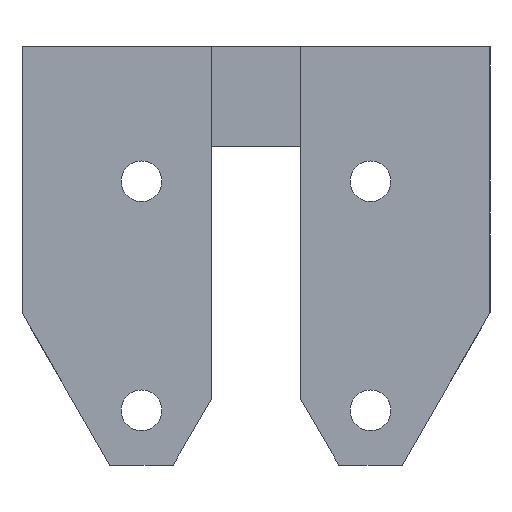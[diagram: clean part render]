
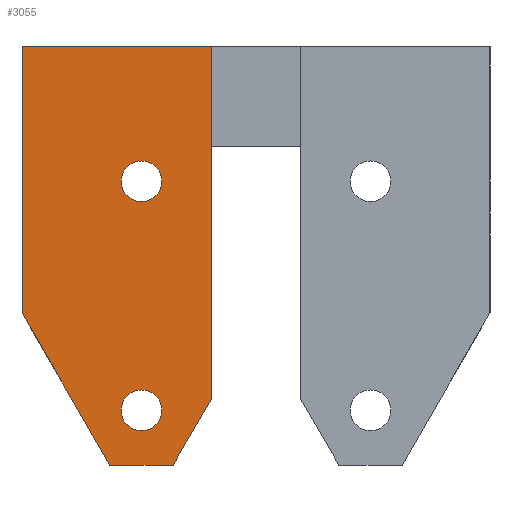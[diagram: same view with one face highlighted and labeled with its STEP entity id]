
A CAD part, left-side view. The second image highlights one B-rep face of the part: STEP entity #3055.
In plain terms, the highlighted planar face has unit normal (-1, 0, 0).
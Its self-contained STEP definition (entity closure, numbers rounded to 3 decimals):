
#7 = VECTOR ( 'NONE', #3444, 1000. ) ;
#26 = VERTEX_POINT ( 'NONE', #2462 ) ;
#62 = DIRECTION ( 'NONE',  ( -1., 0., 0. ) ) ;
#101 = VERTEX_POINT ( 'NONE', #911 ) ;
#208 = FACE_BOUND ( 'NONE', #2914, .T. ) ;
#292 = DIRECTION ( 'NONE',  ( -1., 0., 0. ) ) ;
#321 = CARTESIAN_POINT ( 'NONE',  ( 0., 35., -3.5 ) ) ;
#328 = VERTEX_POINT ( 'NONE', #3234 ) ;
#430 = CIRCLE ( 'NONE', #3981, 2.05 ) ;
#517 = DIRECTION ( 'NONE',  ( 0., 0., -1. ) ) ;
#527 = AXIS2_PLACEMENT_3D ( 'NONE', #3516, #1622, #3826 ) ;
#575 = ORIENTED_EDGE ( 'NONE', *, *, #1429, .F. ) ;
#625 = DIRECTION ( 'NONE',  ( 0., 0., 1. ) ) ;
#651 = VERTEX_POINT ( 'NONE', #1858 ) ;
#786 = EDGE_CURVE ( 'NONE', #101, #3993, #430, .T. ) ;
#803 = CARTESIAN_POINT ( 'NONE',  ( 0., 35., -1.45 ) ) ;
#864 = DIRECTION ( 'NONE',  ( 0., 0.5, 0.866 ) ) ;
#885 = CARTESIAN_POINT ( 'NONE',  ( 0., 35., -5.55 ) ) ;
#898 = DIRECTION ( 'NONE',  ( 0., 0., -1. ) ) ;
#911 = CARTESIAN_POINT ( 'NONE',  ( 0., 35., -28.55 ) ) ;
#944 = DIRECTION ( 'NONE',  ( 0., -1., 0. ) ) ;
#992 = ORIENTED_EDGE ( 'NONE', *, *, #786, .F. ) ;
#1002 = ORIENTED_EDGE ( 'NONE', *, *, #1272, .F. ) ;
#1035 = FACE_OUTER_BOUND ( 'NONE', #3548, .T. ) ;
#1132 = ORIENTED_EDGE ( 'NONE', *, *, #1511, .F. ) ;
#1187 = LINE ( 'NONE', #3701, #2115 ) ;
#1197 = ORIENTED_EDGE ( 'NONE', *, *, #1419, .F. ) ;
#1242 = ORIENTED_EDGE ( 'NONE', *, *, #2547, .F. ) ;
#1272 = EDGE_CURVE ( 'NONE', #1716, #3560, #1743, .T. ) ;
#1289 = CIRCLE ( 'NONE', #1556, 2.05 ) ;
#1322 = LINE ( 'NONE', #1932, #3089 ) ;
#1419 = EDGE_CURVE ( 'NONE', #26, #651, #1562, .T. ) ;
#1420 = VECTOR ( 'NONE', #944, 1000. ) ;
#1421 = EDGE_LOOP ( 'NONE', ( #1242, #992 ) ) ;
#1429 = EDGE_CURVE ( 'NONE', #3149, #2274, #1651, .T. ) ;
#1472 = ORIENTED_EDGE ( 'NONE', *, *, #2078, .F. ) ;
#1511 = EDGE_CURVE ( 'NONE', #2274, #3149, #4024, .T. ) ;
#1556 = AXIS2_PLACEMENT_3D ( 'NONE', #2150, #292, #2473 ) ;
#1562 = LINE ( 'NONE', #2500, #7 ) ;
#1573 = CARTESIAN_POINT ( 'NONE',  ( 0., 47., 10. ) ) ;
#1622 = DIRECTION ( 'NONE',  ( -1., 0., 0. ) ) ;
#1651 = CIRCLE ( 'NONE', #2066, 2.05 ) ;
#1667 = ORIENTED_EDGE ( 'NONE', *, *, #2760, .F. ) ;
#1716 = VERTEX_POINT ( 'NONE', #3289 ) ;
#1717 = ORIENTED_EDGE ( 'NONE', *, *, #1756, .F. ) ;
#1743 = LINE ( 'NONE', #4003, #2592 ) ;
#1756 = EDGE_CURVE ( 'NONE', #651, #1716, #2647, .T. ) ;
#1774 = ORIENTED_EDGE ( 'NONE', *, *, #2482, .T. ) ;
#1858 = CARTESIAN_POINT ( 'NONE',  ( 0., 31.825, -32. ) ) ;
#1918 = CARTESIAN_POINT ( 'NONE',  ( 0., 35., -26.5 ) ) ;
#1932 = CARTESIAN_POINT ( 'NONE',  ( 0., 28., -3.5 ) ) ;
#2066 = AXIS2_PLACEMENT_3D ( 'NONE', #321, #2514, #625 ) ;
#2078 = EDGE_CURVE ( 'NONE', #2109, #328, #3094, .T. ) ;
#2109 = VERTEX_POINT ( 'NONE', #2546 ) ;
#2115 = VECTOR ( 'NONE', #898, 1000. ) ;
#2150 = CARTESIAN_POINT ( 'NONE',  ( 0., 35., -26.5 ) ) ;
#2201 = AXIS2_PLACEMENT_3D ( 'NONE', #2692, #2389, #517 ) ;
#2234 = DIRECTION ( 'NONE',  ( 0., 0., 1. ) ) ;
#2274 = VERTEX_POINT ( 'NONE', #803 ) ;
#2315 = CARTESIAN_POINT ( 'NONE',  ( 0., 47., -16.715 ) ) ;
#2357 = CARTESIAN_POINT ( 'NONE',  ( 0., 35., -24.45 ) ) ;
#2389 = DIRECTION ( 'NONE',  ( 1., 0., 0. ) ) ;
#2462 = CARTESIAN_POINT ( 'NONE',  ( 0., 28., -25.376 ) ) ;
#2473 = DIRECTION ( 'NONE',  ( 0., 0., 1. ) ) ;
#2482 = EDGE_CURVE ( 'NONE', #2109, #3560, #1187, .T. ) ;
#2500 = CARTESIAN_POINT ( 'NONE',  ( 0., 31.825, -32. ) ) ;
#2514 = DIRECTION ( 'NONE',  ( -1., 0., 0. ) ) ;
#2546 = CARTESIAN_POINT ( 'NONE',  ( 0., 47., 10. ) ) ;
#2547 = EDGE_CURVE ( 'NONE', #3993, #101, #1289, .T. ) ;
#2571 = DIRECTION ( 'NONE',  ( 0., 0., -1. ) ) ;
#2592 = VECTOR ( 'NONE', #864, 1000. ) ;
#2647 = LINE ( 'NONE', #3912, #3394 ) ;
#2692 = CARTESIAN_POINT ( 'NONE',  ( 0., 47., 10. ) ) ;
#2760 = EDGE_CURVE ( 'NONE', #328, #26, #1322, .T. ) ;
#2797 = FACE_BOUND ( 'NONE', #1421, .T. ) ;
#2914 = EDGE_LOOP ( 'NONE', ( #1132, #575 ) ) ;
#2957 = DIRECTION ( 'NONE',  ( 0., 1., 0. ) ) ;
#3055 = ADVANCED_FACE ( 'NONE', ( #208, #2797, #1035 ), #3958, .F. ) ;
#3089 = VECTOR ( 'NONE', #2571, 1000. ) ;
#3094 = LINE ( 'NONE', #1573, #1420 ) ;
#3149 = VERTEX_POINT ( 'NONE', #885 ) ;
#3234 = CARTESIAN_POINT ( 'NONE',  ( 0., 28., 10. ) ) ;
#3289 = CARTESIAN_POINT ( 'NONE',  ( 0., 38.175, -32. ) ) ;
#3394 = VECTOR ( 'NONE', #2957, 1000. ) ;
#3444 = DIRECTION ( 'NONE',  ( 0., 0.5, -0.866 ) ) ;
#3516 = CARTESIAN_POINT ( 'NONE',  ( 0., 35., -3.5 ) ) ;
#3548 = EDGE_LOOP ( 'NONE', ( #1667, #1472, #1774, #1002, #1717, #1197 ) ) ;
#3560 = VERTEX_POINT ( 'NONE', #2315 ) ;
#3701 = CARTESIAN_POINT ( 'NONE',  ( 0., 47., 10. ) ) ;
#3826 = DIRECTION ( 'NONE',  ( 0., 0., 1. ) ) ;
#3912 = CARTESIAN_POINT ( 'NONE',  ( 0., 0., -32. ) ) ;
#3958 = PLANE ( 'NONE',  #2201 ) ;
#3981 = AXIS2_PLACEMENT_3D ( 'NONE', #1918, #62, #2234 ) ;
#3993 = VERTEX_POINT ( 'NONE', #2357 ) ;
#4003 = CARTESIAN_POINT ( 'NONE',  ( 0., 38.175, -32. ) ) ;
#4024 = CIRCLE ( 'NONE', #527, 2.05 ) ;
